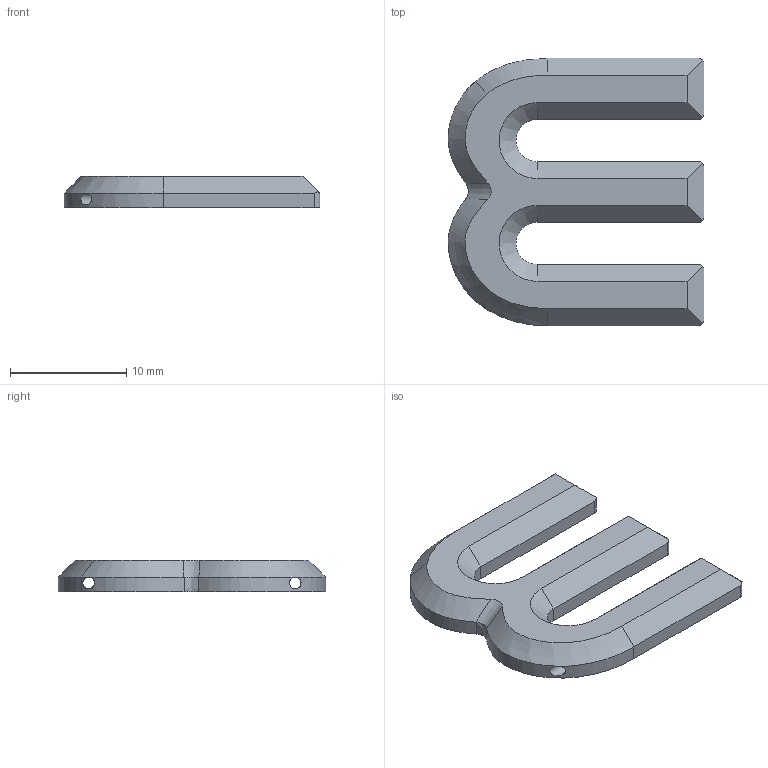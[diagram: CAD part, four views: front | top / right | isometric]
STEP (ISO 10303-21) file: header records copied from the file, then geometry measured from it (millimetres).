
FILE_DESCRIPTION(/* description */ (''),/* implementation_level */ '2;1');
FILE_NAME(/* name */ '111.step',/* time_stamp */ '2022-10-14T17:06:06+02:00',/* author */ (''),/* organization */ (''),/* preprocessor_version */ 'ST-DEVELOPER v19',/* originating_system */ 'Autodesk Translation Framework v11.7.0.108',/* authorisation */ '');
FILE_SCHEMA (('AUTOMOTIVE_DESIGN { 1 0 10303 214 3 1 1 }'));
Length unit declared in the file: millimetre
Products named in the file (1): Laniere_ronde_E_0_1
Bounding box: 22 x 23 x 2.7 mm (x, y, z)
Volume: 790.6 mm3; surface area: 1109.6 mm2
Topology: 1 solids, 1 shells, 40 faces, 119 edges, 77 vertices
Faces by surface type: plane 20, bspline 12, cylinder 8
Full cylindrical faces by diameter (mm): 1 x2
Entity records: 1809 total; most frequent: CARTESIAN_POINT 778, ORIENTED_EDGE 238, DIRECTION 167, EDGE_CURVE 119, VERTEX_POINT 77, LINE 63, VECTOR 63, AXIS2_PLACEMENT_3D 52
